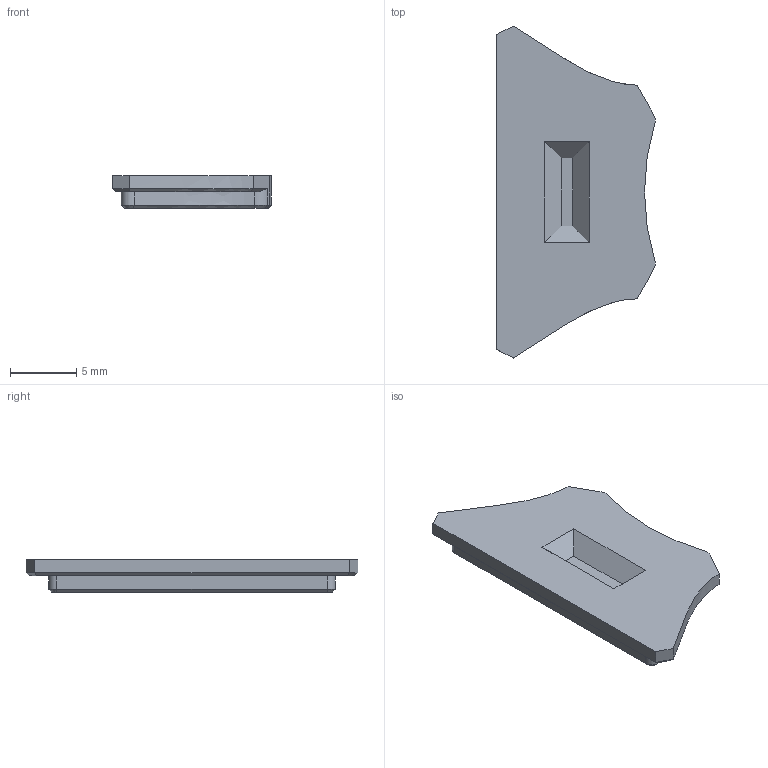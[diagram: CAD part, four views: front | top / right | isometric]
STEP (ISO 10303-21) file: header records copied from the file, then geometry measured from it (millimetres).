
FILE_DESCRIPTION(('HOOPS Exchange Step'),'2;1');
FILE_NAME('EyeLogo-GlassConnector.stp','2026-01-31T16:03:38+08:00',('xdlye'),('Unknown organisation'),'HOOPS Exchange 2025.8','HOOPS Exchange','Unknown authorisation');
FILE_SCHEMA( ('AP203_CONFIGURATION_CONTROLLED_3D_DESIGN_OF_MECHANICAL_PARTS_AND_ASSEMBLIES_MIM_LF') );
Length unit declared in the file: millimetre
Products named in the file (3): 0; root
Assembly tree (2 placements, depth 2):
  root
    0
    0
Bounding box: 11.99 x 25.12 x 2.49 mm (x, y, z)
Volume: 487 mm3; surface area: 878.8 mm2
Topology: 5 solids, 5 shells, 98 faces, 232 edges, 150 vertices
Faces by surface type: plane 43, cylinder 27, bspline 20, cone 8
Full cylindrical faces by diameter (mm): 1.172 x4
Entity records: 3697 total; most frequent: CARTESIAN_POINT 1462, ORIENTED_EDGE 468, DIRECTION 410, EDGE_CURVE 234, VERTEX_POINT 152, AXIS2_PLACEMENT_3D 146, VECTOR 118, LINE 118
